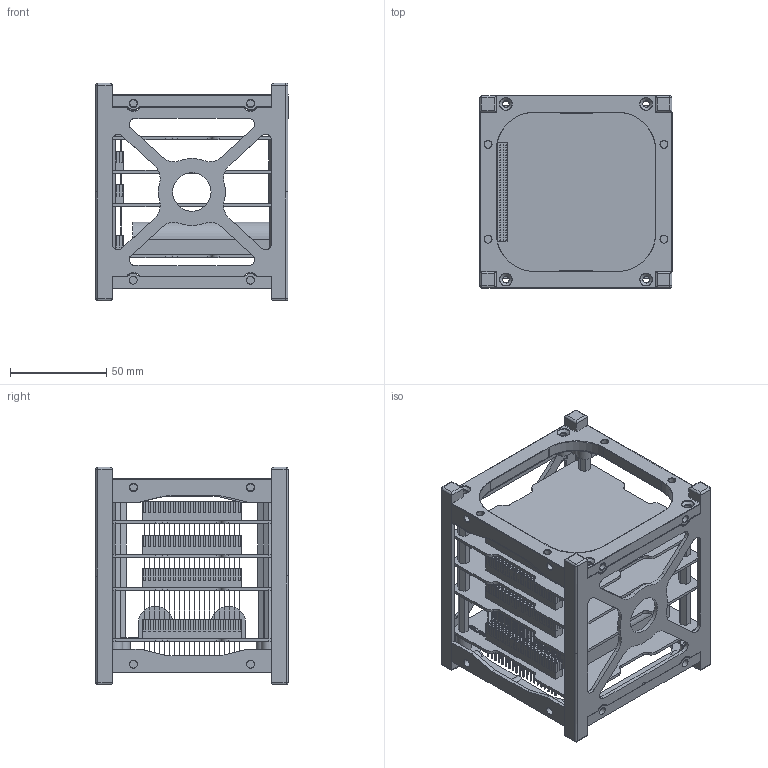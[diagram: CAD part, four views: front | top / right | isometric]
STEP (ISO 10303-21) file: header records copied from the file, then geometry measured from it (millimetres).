
FILE_DESCRIPTION(/* description */ (''),/* implementation_level */ '2;1');
FILE_NAME(/* name */ 'Assembly.step',/* time_stamp */ '2025-12-18T18:59:36+01:00',/* author */ (''),/* organization */ (''),/* preprocessor_version */ 'ST-DEVELOPER v20.1',/* originating_system */ 'Autodesk Translation Framework v14.21.0.0',/* authorisation */ '');
FILE_SCHEMA (('AUTOMOTIVE_DESIGN { 1 0 10303 214 3 1 1 }'));
Length unit declared in the file: millimetre
Products named in the file (8): Assembly; bottom panel; PCB prototyp PSU; Standoff_25; PCB prototyp v2; Standoff_ 16; side panel; top panel
Assembly tree (25 placements, depth 2):
  Assembly
    side panel  x2
    bottom panel
    top panel  x2
    Standoff_25  x4
    PCB prototyp PSU
    PCB prototyp v2  x3
    Standoff_ 16  x12
Bounding box: 100.14 x 100 x 113.32 mm (x, y, z)
Volume: 199805.4 mm3; surface area: 180231.3 mm2
Topology: 239 solids, 239 shells, 3236 faces, 7429 edges, 4916 vertices
Faces by surface type: plane 2668, cylinder 408, bspline 108, cone 44, sphere 8
Full cylindrical faces by diameter (mm): 2 x4, 2.529 x16, 2.9 x16, 2.927 x16, 3 x16, 3.5 x12, 4 x48, 6.5 x8, 8 x4, 20 x2
Entity records: 51678 total; most frequent: CARTESIAN_POINT 10655, ORIENTED_EDGE 8300, DIRECTION 7758, EDGE_CURVE 4150, LINE 3508, VECTOR 3508, VERTEX_POINT 2751, AXIS2_PLACEMENT_3D 2125
